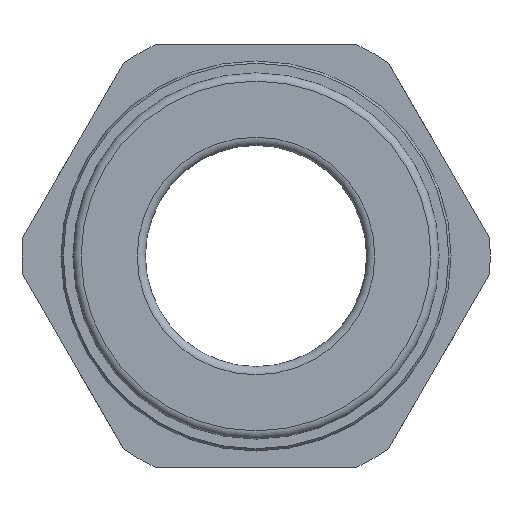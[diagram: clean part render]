
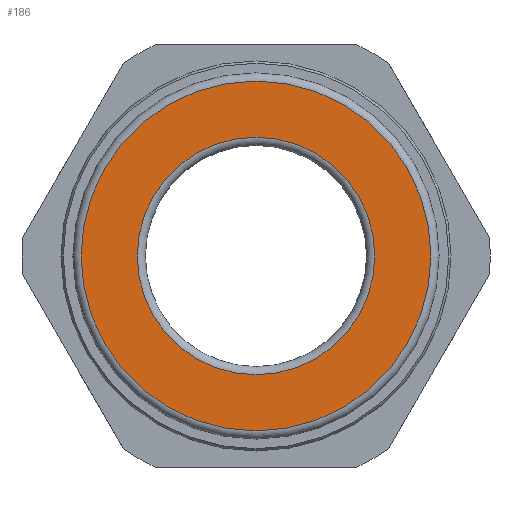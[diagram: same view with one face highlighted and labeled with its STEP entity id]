
A CAD part, left-side view. The second image highlights one B-rep face of the part: STEP entity #186.
In plain terms, the highlighted planar face has unit normal (-1, 0, 0).
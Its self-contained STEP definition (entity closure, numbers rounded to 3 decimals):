
#186 = ADVANCED_FACE( '', ( #413, #414 ), #415, .T. );
#413 = FACE_BOUND( '', #680, .T. );
#414 = FACE_OUTER_BOUND( '', #681, .T. );
#415 = PLANE( '', #682 );
#680 = EDGE_LOOP( '', ( #1174 ) );
#681 = EDGE_LOOP( '', ( #1175 ) );
#682 = AXIS2_PLACEMENT_3D( '', #1176, #1177, #1178 );
#1174 = ORIENTED_EDGE( '', *, *, #1653, .T. );
#1175 = ORIENTED_EDGE( '', *, *, #1478, .F. );
#1176 = CARTESIAN_POINT( '', ( 0., 26.903, 0. ) );
#1177 = DIRECTION( '', ( -1., 0., 0. ) );
#1178 = DIRECTION( '', ( 0., 0., 1. ) );
#1478 = EDGE_CURVE( '', #1741, #1741, #1742, .T. );
#1653 = EDGE_CURVE( '', #2019, #2019, #2020, .T. );
#1741 = VERTEX_POINT( '', #2121 );
#1742 = CIRCLE( '', #2122, 26.903 );
#2019 = VERTEX_POINT( '', #2562 );
#2020 = CIRCLE( '', #2563, 18.265 );
#2121 = CARTESIAN_POINT( '', ( 0., 0., -26.903 ) );
#2122 = AXIS2_PLACEMENT_3D( '', #2688, #2689, #2690 );
#2562 = CARTESIAN_POINT( '', ( 0., 0., -18.265 ) );
#2563 = AXIS2_PLACEMENT_3D( '', #2913, #2914, #2915 );
#2688 = CARTESIAN_POINT( '', ( 0., 0., 0. ) );
#2689 = DIRECTION( '', ( 1., 0., 0. ) );
#2690 = DIRECTION( '', ( 0., 0., -1. ) );
#2913 = CARTESIAN_POINT( '', ( 0., 0., 0. ) );
#2914 = DIRECTION( '', ( 1., 0., 0. ) );
#2915 = DIRECTION( '', ( 0., 0., -1. ) );
